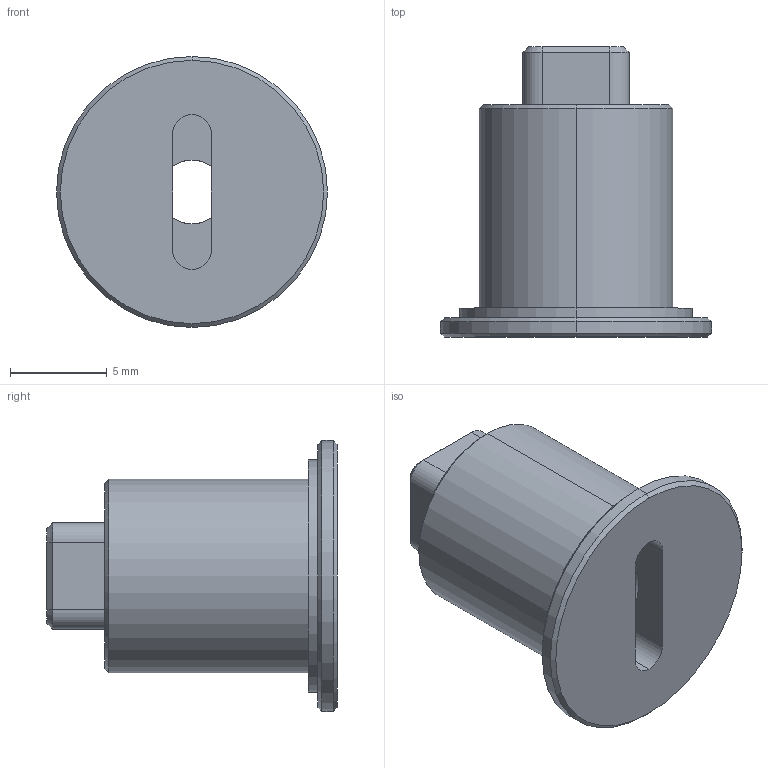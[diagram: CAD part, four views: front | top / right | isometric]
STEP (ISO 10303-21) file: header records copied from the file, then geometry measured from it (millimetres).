
FILE_DESCRIPTION (( 'STEP AP214' ), '1' );
FILE_NAME ('calf_link_l.STEP', '2026-01-29T05:58:11', ( '' ), ( '' ), 'SwSTEP 2.0', 'SolidWorks 2023', '' );
FILE_SCHEMA (( 'AUTOMOTIVE_DESIGN' ));
Length unit declared in the file: millimetre
Products named in the file (1): calf_link_l
Bounding box: 14 x 15 x 14 mm (x, y, z)
Volume: 978.2 mm3; surface area: 900.7 mm2
Topology: 1 solids, 1 shells, 46 faces, 103 edges, 62 vertices
Faces by surface type: plane 17, cylinder 15, cone 14
Entity records: 1314 total; most frequent: DIRECTION 241, CARTESIAN_POINT 230, ORIENTED_EDGE 206, EDGE_CURVE 103, AXIS2_PLACEMENT_3D 93, VERTEX_POINT 62, LINE 55, VECTOR 55
